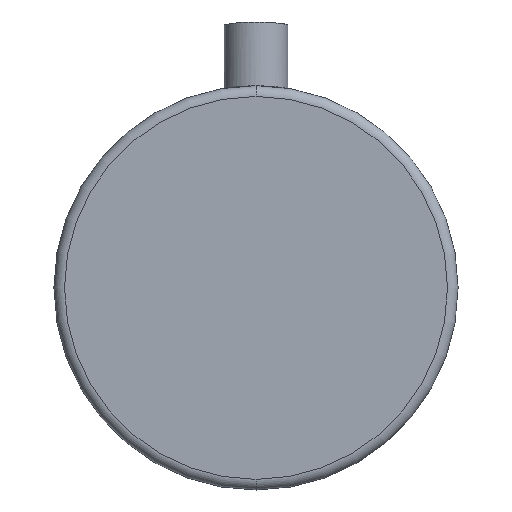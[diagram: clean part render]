
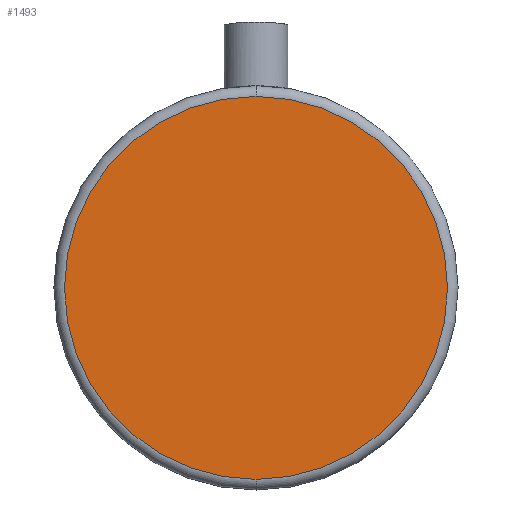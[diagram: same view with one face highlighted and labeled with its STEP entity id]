
A CAD part, front view. The second image highlights one B-rep face of the part: STEP entity #1493.
In plain terms, the highlighted planar face has unit normal (0, -1, 0).
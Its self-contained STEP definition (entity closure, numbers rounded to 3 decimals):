
#198 = CIRCLE ( 'NONE', #539, 18. ) ;
#280 = AXIS2_PLACEMENT_3D ( 'NONE', #455, #1764, #776 ) ;
#328 = CARTESIAN_POINT ( 'NONE',  ( 0., 0., 18. ) ) ;
#418 = EDGE_CURVE ( 'NONE', #1534, #1641, #1161, .T. ) ;
#455 = CARTESIAN_POINT ( 'NONE',  ( 0., 0., 0. ) ) ;
#472 = AXIS2_PLACEMENT_3D ( 'NONE', #1581, #914, #1735 ) ;
#479 = FACE_OUTER_BOUND ( 'NONE', #879, .T. ) ;
#539 = AXIS2_PLACEMENT_3D ( 'NONE', #704, #2019, #874 ) ;
#607 = PLANE ( 'NONE',  #472 ) ;
#704 = CARTESIAN_POINT ( 'NONE',  ( 0., 0., 0. ) ) ;
#776 = DIRECTION ( 'NONE',  ( 0., 0., 1. ) ) ;
#803 = CARTESIAN_POINT ( 'NONE',  ( 0., 0., -18. ) ) ;
#874 = DIRECTION ( 'NONE',  ( 0., 0., 1. ) ) ;
#879 = EDGE_LOOP ( 'NONE', ( #943, #1209 ) ) ;
#914 = DIRECTION ( 'NONE',  ( 0., 1., 0. ) ) ;
#943 = ORIENTED_EDGE ( 'NONE', *, *, #1404, .T. ) ;
#1161 = CIRCLE ( 'NONE', #280, 18. ) ;
#1209 = ORIENTED_EDGE ( 'NONE', *, *, #418, .T. ) ;
#1404 = EDGE_CURVE ( 'NONE', #1641, #1534, #198, .T. ) ;
#1493 = ADVANCED_FACE ( 'NONE', ( #479 ), #607, .F. ) ;
#1534 = VERTEX_POINT ( 'NONE', #803 ) ;
#1581 = CARTESIAN_POINT ( 'NONE',  ( 0., 0., 0. ) ) ;
#1641 = VERTEX_POINT ( 'NONE', #328 ) ;
#1735 = DIRECTION ( 'NONE',  ( 0., 0., 1. ) ) ;
#1764 = DIRECTION ( 'NONE',  ( 0., -1., 0. ) ) ;
#2019 = DIRECTION ( 'NONE',  ( 0., -1., 0. ) ) ;
